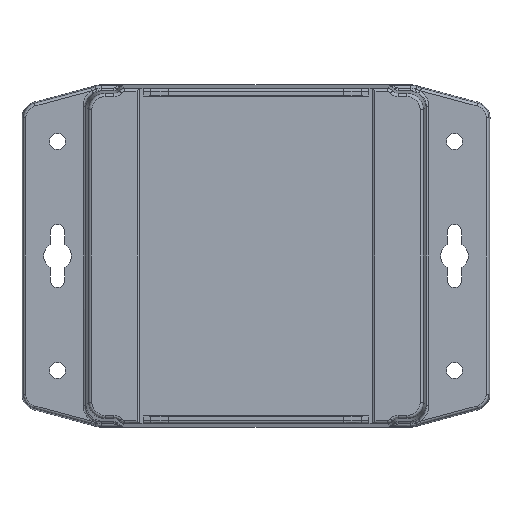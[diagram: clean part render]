
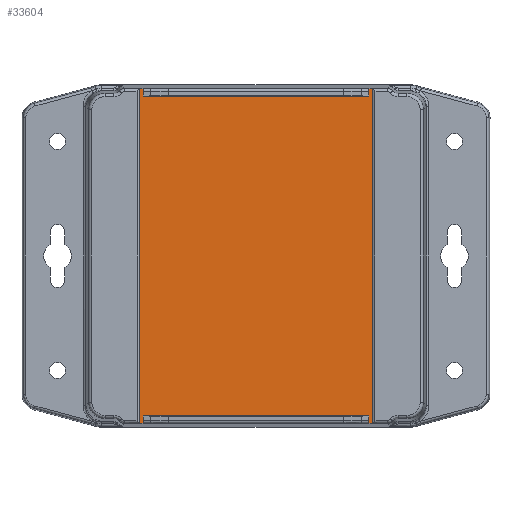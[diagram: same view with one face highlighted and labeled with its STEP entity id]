
A CAD part, front view. The second image highlights one B-rep face of the part: STEP entity #33604.
In plain terms, the highlighted face is planar.
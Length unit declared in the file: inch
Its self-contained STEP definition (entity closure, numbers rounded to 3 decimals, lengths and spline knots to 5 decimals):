
#405 = VERTEX_POINT ( 'NONE', #39396 ) ;
#478 = ORIENTED_EDGE ( 'NONE', *, *, #2640, .F. ) ;
#738 = DIRECTION ( 'NONE',  ( 0., 0., 1. ) ) ;
#829 = VECTOR ( 'NONE', #28774, 39.37008 ) ;
#1029 = ORIENTED_EDGE ( 'NONE', *, *, #7956, .F. ) ;
#1206 = LINE ( 'NONE', #38857, #38975 ) ;
#1213 = LINE ( 'NONE', #16057, #36666 ) ;
#1752 = VECTOR ( 'NONE', #738, 39.37008 ) ;
#2022 = VERTEX_POINT ( 'NONE', #26532 ) ;
#2561 = EDGE_CURVE ( 'NONE', #17966, #2022, #1213, .T. ) ;
#2640 = EDGE_CURVE ( 'NONE', #44797, #45150, #12090, .T. ) ;
#4663 = LINE ( 'NONE', #19739, #15817 ) ;
#5249 = DIRECTION ( 'NONE',  ( 1., 0., 0. ) ) ;
#5753 = LINE ( 'NONE', #43904, #829 ) ;
#6057 = VECTOR ( 'NONE', #40481, 39.37008 ) ;
#6063 = DIRECTION ( 'NONE',  ( -1., 0., 0. ) ) ;
#6194 = VERTEX_POINT ( 'NONE', #32803 ) ;
#6776 = EDGE_LOOP ( 'NONE', ( #1029, #22270, #31072, #34095, #14242, #49016, #28381, #15081, #16723, #47217, #478, #19223 ) ) ;
#7288 = VERTEX_POINT ( 'NONE', #41010 ) ;
#7341 = VERTEX_POINT ( 'NONE', #26118 ) ;
#7643 = DIRECTION ( 'NONE',  ( 0., 0., -1. ) ) ;
#7956 = EDGE_CURVE ( 'NONE', #7288, #7341, #24779, .T. ) ;
#9734 = VECTOR ( 'NONE', #7643, 39.37008 ) ;
#11989 = CARTESIAN_POINT ( 'NONE',  ( 1.37795, 0.79528, -1.94882 ) ) ;
#12013 = EDGE_CURVE ( 'NONE', #2022, #22324, #43162, .T. ) ;
#12090 = LINE ( 'NONE', #19764, #13694 ) ;
#12822 = DIRECTION ( 'NONE',  ( 0., 0., -1. ) ) ;
#13694 = VECTOR ( 'NONE', #27194, 39.37008 ) ;
#14023 = DIRECTION ( 'NONE',  ( 0., 0., -1. ) ) ;
#14242 = ORIENTED_EDGE ( 'NONE', *, *, #34806, .F. ) ;
#15081 = ORIENTED_EDGE ( 'NONE', *, *, #2561, .F. ) ;
#15166 = VECTOR ( 'NONE', #5249, 39.37008 ) ;
#15561 = CARTESIAN_POINT ( 'NONE',  ( 1.37795, 0.79528, 0. ) ) ;
#15817 = VECTOR ( 'NONE', #23699, 39.37008 ) ;
#16057 = CARTESIAN_POINT ( 'NONE',  ( -1.41732, 0.79528, 0. ) ) ;
#16293 = DIRECTION ( 'NONE',  ( 0., 0., 1. ) ) ;
#16723 = ORIENTED_EDGE ( 'NONE', *, *, #46769, .F. ) ;
#17966 = VERTEX_POINT ( 'NONE', #38946 ) ;
#19223 = ORIENTED_EDGE ( 'NONE', *, *, #36655, .F. ) ;
#19285 = LINE ( 'NONE', #30200, #1752 ) ;
#19739 = CARTESIAN_POINT ( 'NONE',  ( 1.41732, 0.79528, -1.94882 ) ) ;
#19764 = CARTESIAN_POINT ( 'NONE',  ( 1.41732, 0.79528, 1.94882 ) ) ;
#20144 = VECTOR ( 'NONE', #29232, 39.37008 ) ;
#20816 = CARTESIAN_POINT ( 'NONE',  ( -2.06693, 0.79528, -2.0431 ) ) ;
#21380 = DIRECTION ( 'NONE',  ( 0., -1., 0. ) ) ;
#21442 = LINE ( 'NONE', #48015, #24798 ) ;
#21620 = DIRECTION ( 'NONE',  ( 0., 0., -1. ) ) ;
#21724 = EDGE_CURVE ( 'NONE', #6194, #7288, #19285, .T. ) ;
#22270 = ORIENTED_EDGE ( 'NONE', *, *, #21724, .F. ) ;
#22324 = VERTEX_POINT ( 'NONE', #38351 ) ;
#22739 = LINE ( 'NONE', #15561, #9734 ) ;
#23301 = EDGE_CURVE ( 'NONE', #45150, #36412, #1206, .T. ) ;
#23699 = DIRECTION ( 'NONE',  ( 1., 0., 0. ) ) ;
#24638 = LINE ( 'NONE', #39769, #37857 ) ;
#24779 = LINE ( 'NONE', #35931, #20144 ) ;
#24798 = VECTOR ( 'NONE', #14023, 39.37008 ) ;
#24957 = VERTEX_POINT ( 'NONE', #31132 ) ;
#26118 = CARTESIAN_POINT ( 'NONE',  ( 1.37795, 0.79528, 2.0431 ) ) ;
#26532 = CARTESIAN_POINT ( 'NONE',  ( -1.41732, 0.79528, -2.0431 ) ) ;
#27194 = DIRECTION ( 'NONE',  ( -1., 0., 0. ) ) ;
#27730 = CARTESIAN_POINT ( 'NONE',  ( 1.37795, 0.79528, 1.94882 ) ) ;
#28381 = ORIENTED_EDGE ( 'NONE', *, *, #12013, .F. ) ;
#28774 = DIRECTION ( 'NONE',  ( 1., 0., 0. ) ) ;
#29232 = DIRECTION ( 'NONE',  ( -1., 0., 0. ) ) ;
#29790 = LINE ( 'NONE', #37485, #6057 ) ;
#30200 = CARTESIAN_POINT ( 'NONE',  ( 1.41732, 0.79528, 0. ) ) ;
#31072 = ORIENTED_EDGE ( 'NONE', *, *, #36028, .F. ) ;
#31132 = CARTESIAN_POINT ( 'NONE',  ( 1.37795, 0.79528, -2.0431 ) ) ;
#32803 = CARTESIAN_POINT ( 'NONE',  ( 1.41732, 0.79528, -2.0431 ) ) ;
#33604 = ADVANCED_FACE ( 'NONE', ( #44210 ), #40735, .F. ) ;
#33961 = CARTESIAN_POINT ( 'NONE',  ( -1.37795, 0.79528, 2.0431 ) ) ;
#34095 = ORIENTED_EDGE ( 'NONE', *, *, #36761, .F. ) ;
#34806 = EDGE_CURVE ( 'NONE', #405, #43271, #4663, .T. ) ;
#35931 = CARTESIAN_POINT ( 'NONE',  ( 2.06693, 0.79528, 2.0431 ) ) ;
#36028 = EDGE_CURVE ( 'NONE', #24957, #6194, #5753, .T. ) ;
#36412 = VERTEX_POINT ( 'NONE', #33961 ) ;
#36655 = EDGE_CURVE ( 'NONE', #7341, #44797, #22739, .T. ) ;
#36666 = VECTOR ( 'NONE', #12822, 39.37008 ) ;
#36761 = EDGE_CURVE ( 'NONE', #43271, #24957, #21442, .T. ) ;
#37485 = CARTESIAN_POINT ( 'NONE',  ( -1.37795, 0.79528, 0. ) ) ;
#37857 = VECTOR ( 'NONE', #6063, 39.37008 ) ;
#38351 = CARTESIAN_POINT ( 'NONE',  ( -1.37795, 0.79528, -2.0431 ) ) ;
#38695 = AXIS2_PLACEMENT_3D ( 'NONE', #47469, #21380, #21620 ) ;
#38857 = CARTESIAN_POINT ( 'NONE',  ( -1.37795, 0.79528, 0. ) ) ;
#38946 = CARTESIAN_POINT ( 'NONE',  ( -1.41732, 0.79528, 2.0431 ) ) ;
#38975 = VECTOR ( 'NONE', #16293, 39.37008 ) ;
#39396 = CARTESIAN_POINT ( 'NONE',  ( -1.37795, 0.79528, -1.94882 ) ) ;
#39769 = CARTESIAN_POINT ( 'NONE',  ( 2.06693, 0.79528, 2.0431 ) ) ;
#40481 = DIRECTION ( 'NONE',  ( 0., 0., 1. ) ) ;
#40735 = PLANE ( 'NONE',  #38695 ) ;
#41010 = CARTESIAN_POINT ( 'NONE',  ( 1.41732, 0.79528, 2.0431 ) ) ;
#41655 = CARTESIAN_POINT ( 'NONE',  ( -1.37795, 0.79528, 1.94882 ) ) ;
#41766 = EDGE_CURVE ( 'NONE', #22324, #405, #29790, .T. ) ;
#43162 = LINE ( 'NONE', #20816, #15166 ) ;
#43271 = VERTEX_POINT ( 'NONE', #11989 ) ;
#43904 = CARTESIAN_POINT ( 'NONE',  ( -2.06693, 0.79528, -2.0431 ) ) ;
#44210 = FACE_OUTER_BOUND ( 'NONE', #6776, .T. ) ;
#44797 = VERTEX_POINT ( 'NONE', #27730 ) ;
#45150 = VERTEX_POINT ( 'NONE', #41655 ) ;
#46769 = EDGE_CURVE ( 'NONE', #36412, #17966, #24638, .T. ) ;
#47217 = ORIENTED_EDGE ( 'NONE', *, *, #23301, .F. ) ;
#47469 = CARTESIAN_POINT ( 'NONE',  ( 1.41732, 0.79528, 0. ) ) ;
#48015 = CARTESIAN_POINT ( 'NONE',  ( 1.37795, 0.79528, 0. ) ) ;
#49016 = ORIENTED_EDGE ( 'NONE', *, *, #41766, .F. ) ;
